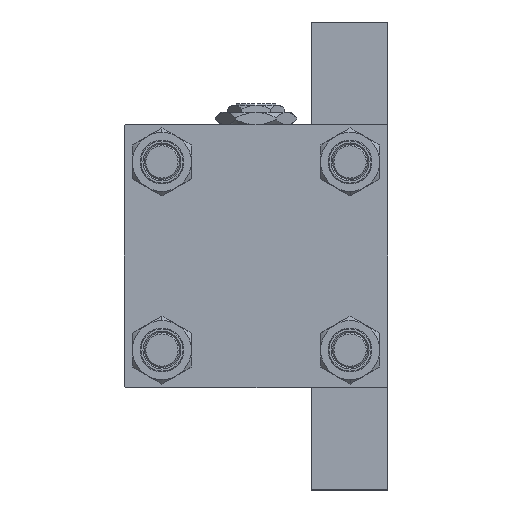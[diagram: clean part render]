
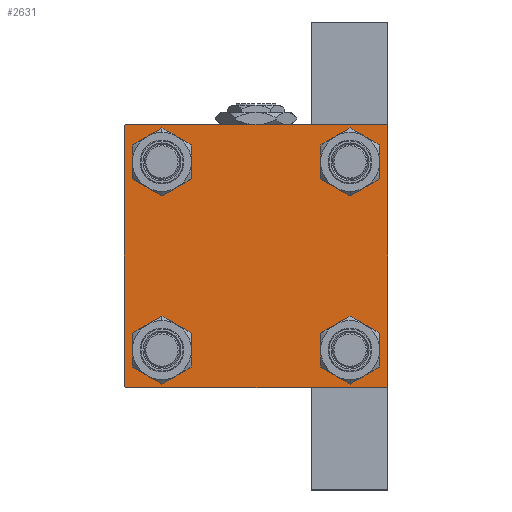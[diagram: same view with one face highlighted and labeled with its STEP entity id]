
A CAD part, left-side view. The second image highlights one B-rep face of the part: STEP entity #2631.
In plain terms, the highlighted planar face has unit normal (-1, 0, 0).
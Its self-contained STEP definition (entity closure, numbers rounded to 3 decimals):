
#45 = ORIENTED_EDGE ( 'NONE', *, *, #8720, .F. ) ;
#465 = EDGE_LOOP ( 'NONE', ( #8953, #29754 ) ) ;
#504 = FACE_BOUND ( 'NONE', #44235, .T. ) ;
#916 = CARTESIAN_POINT ( 'NONE',  ( 0., -32.15, 32.15 ) ) ;
#1198 = LINE ( 'NONE', #13009, #41841 ) ;
#1418 = CIRCLE ( 'NONE', #7825, 6.5 ) ;
#1746 = DIRECTION ( 'NONE',  ( 1., 0., 0. ) ) ;
#2030 = CARTESIAN_POINT ( 'NONE',  ( 0., 32.15, -25.65 ) ) ;
#2631 = ADVANCED_FACE ( 'NONE', ( #19596, #22624, #504, #37946, #15841 ), #10831, .T. ) ;
#2726 = LINE ( 'NONE', #48975, #12574 ) ;
#3216 = CARTESIAN_POINT ( 'NONE',  ( 0., -44.5, 45. ) ) ;
#3538 = CARTESIAN_POINT ( 'NONE',  ( 0., 0., 0. ) ) ;
#4339 = CARTESIAN_POINT ( 'NONE',  ( 0., 32.15, -38.65 ) ) ;
#4359 = ORIENTED_EDGE ( 'NONE', *, *, #6161, .T. ) ;
#4658 = CARTESIAN_POINT ( 'NONE',  ( 0., 32.15, -32.15 ) ) ;
#5025 = AXIS2_PLACEMENT_3D ( 'NONE', #32132, #1746, #20580 ) ;
#5055 = EDGE_CURVE ( 'NONE', #49246, #44209, #30170, .T. ) ;
#5829 = VECTOR ( 'NONE', #19779, 1000. ) ;
#6111 = DIRECTION ( 'NONE',  ( 0., 0., -1. ) ) ;
#6161 = EDGE_CURVE ( 'NONE', #17554, #47097, #2726, .T. ) ;
#6228 = DIRECTION ( 'NONE',  ( 1., 0., 0. ) ) ;
#6734 = AXIS2_PLACEMENT_3D ( 'NONE', #37587, #10956, #7188 ) ;
#6856 = LINE ( 'NONE', #25458, #37695 ) ;
#7180 = LINE ( 'NONE', #19226, #43280 ) ;
#7188 = DIRECTION ( 'NONE',  ( 0., 0., 1. ) ) ;
#7399 = DIRECTION ( 'NONE',  ( 0., 0., -1. ) ) ;
#7825 = AXIS2_PLACEMENT_3D ( 'NONE', #41013, #18146, #19552 ) ;
#8204 = DIRECTION ( 'NONE',  ( 0., 0., 1. ) ) ;
#8211 = CARTESIAN_POINT ( 'NONE',  ( 0., -45., -44.5 ) ) ;
#8530 = ORIENTED_EDGE ( 'NONE', *, *, #12155, .T. ) ;
#8663 = DIRECTION ( 'NONE',  ( 1., 0., 0. ) ) ;
#8708 = LINE ( 'NONE', #39368, #5829 ) ;
#8720 = EDGE_CURVE ( 'NONE', #41757, #17794, #8708, .T. ) ;
#8953 = ORIENTED_EDGE ( 'NONE', *, *, #25962, .T. ) ;
#10177 = VERTEX_POINT ( 'NONE', #47095 ) ;
#10831 = PLANE ( 'NONE',  #47711 ) ;
#10909 = ORIENTED_EDGE ( 'NONE', *, *, #20704, .T. ) ;
#10931 = CIRCLE ( 'NONE', #27763, 6.5 ) ;
#10956 = DIRECTION ( 'NONE',  ( 1., 0., 0. ) ) ;
#11235 = VECTOR ( 'NONE', #23807, 1000. ) ;
#11326 = ORIENTED_EDGE ( 'NONE', *, *, #14790, .T. ) ;
#11528 = VERTEX_POINT ( 'NONE', #2030 ) ;
#11727 = DIRECTION ( 'NONE',  ( 1., 0., 0. ) ) ;
#12155 = EDGE_CURVE ( 'NONE', #10177, #45918, #28367, .T. ) ;
#12483 = DIRECTION ( 'NONE',  ( 0., 0., 1. ) ) ;
#12574 = VECTOR ( 'NONE', #18052, 1000. ) ;
#12811 = ORIENTED_EDGE ( 'NONE', *, *, #20600, .T. ) ;
#12825 = VERTEX_POINT ( 'NONE', #32583 ) ;
#12969 = EDGE_CURVE ( 'NONE', #11528, #37797, #17731, .T. ) ;
#13009 = CARTESIAN_POINT ( 'NONE',  ( 0., -44.75, -44.75 ) ) ;
#13269 = DIRECTION ( 'NONE',  ( 0., 0.707, -0.707 ) ) ;
#14790 = EDGE_CURVE ( 'NONE', #45918, #10177, #25728, .T. ) ;
#15646 = CARTESIAN_POINT ( 'NONE',  ( 0., 45., -44.5 ) ) ;
#15757 = VERTEX_POINT ( 'NONE', #8211 ) ;
#15841 = FACE_OUTER_BOUND ( 'NONE', #48372, .T. ) ;
#16566 = AXIS2_PLACEMENT_3D ( 'NONE', #33837, #6228, #21557 ) ;
#17379 = CARTESIAN_POINT ( 'NONE',  ( 0., 32.15, 32.15 ) ) ;
#17535 = ORIENTED_EDGE ( 'NONE', *, *, #38307, .T. ) ;
#17554 = VERTEX_POINT ( 'NONE', #15646 ) ;
#17720 = VERTEX_POINT ( 'NONE', #31934 ) ;
#17731 = CIRCLE ( 'NONE', #24967, 6.5 ) ;
#17794 = VERTEX_POINT ( 'NONE', #3216 ) ;
#18052 = DIRECTION ( 'NONE',  ( 0., -0.707, -0.707 ) ) ;
#18146 = DIRECTION ( 'NONE',  ( 1., 0., 0. ) ) ;
#18247 = CARTESIAN_POINT ( 'NONE',  ( 0., 44.5, -45. ) ) ;
#18410 = ORIENTED_EDGE ( 'NONE', *, *, #18472, .T. ) ;
#18472 = EDGE_CURVE ( 'NONE', #38559, #36857, #28080, .T. ) ;
#18856 = DIRECTION ( 'NONE',  ( 0., 0., 1. ) ) ;
#19226 = CARTESIAN_POINT ( 'NONE',  ( 0., 45., -45. ) ) ;
#19270 = AXIS2_PLACEMENT_3D ( 'NONE', #17379, #44024, #24421 ) ;
#19552 = DIRECTION ( 'NONE',  ( 0., 0., 1. ) ) ;
#19596 = FACE_BOUND ( 'NONE', #41888, .T. ) ;
#19779 = DIRECTION ( 'NONE',  ( 0., -1., 0. ) ) ;
#19977 = DIRECTION ( 'NONE',  ( 0., 0., 1. ) ) ;
#20580 = DIRECTION ( 'NONE',  ( 0., 0., 1. ) ) ;
#20600 = EDGE_CURVE ( 'NONE', #41757, #12825, #32359, .T. ) ;
#20704 = EDGE_CURVE ( 'NONE', #12825, #17554, #6856, .T. ) ;
#21557 = DIRECTION ( 'NONE',  ( 0., 0., 1. ) ) ;
#22624 = FACE_BOUND ( 'NONE', #465, .T. ) ;
#22991 = DIRECTION ( 'NONE',  ( 0., -1., 0. ) ) ;
#23313 = CARTESIAN_POINT ( 'NONE',  ( 0., -44.75, 44.75 ) ) ;
#23807 = DIRECTION ( 'NONE',  ( 0., 0.707, 0.707 ) ) ;
#24291 = CARTESIAN_POINT ( 'NONE',  ( 0., -32.15, -32.15 ) ) ;
#24421 = DIRECTION ( 'NONE',  ( 0., 0., 1. ) ) ;
#24517 = VERTEX_POINT ( 'NONE', #32174 ) ;
#24954 = CARTESIAN_POINT ( 'NONE',  ( 0., -32.15, -38.65 ) ) ;
#24967 = AXIS2_PLACEMENT_3D ( 'NONE', #4658, #8663, #19977 ) ;
#25458 = CARTESIAN_POINT ( 'NONE',  ( 0., 45., 45. ) ) ;
#25728 = CIRCLE ( 'NONE', #30608, 6.5 ) ;
#25962 = EDGE_CURVE ( 'NONE', #44209, #49246, #10931, .T. ) ;
#26150 = DIRECTION ( 'NONE',  ( -1., 0., 0. ) ) ;
#26611 = VECTOR ( 'NONE', #7399, 1000. ) ;
#27763 = AXIS2_PLACEMENT_3D ( 'NONE', #24291, #39105, #12483 ) ;
#28080 = CIRCLE ( 'NONE', #19270, 6.5 ) ;
#28319 = DIRECTION ( 'NONE',  ( 0., -0.707, 0.707 ) ) ;
#28367 = CIRCLE ( 'NONE', #6734, 6.5 ) ;
#29489 = CARTESIAN_POINT ( 'NONE',  ( 0., 32.15, 25.65 ) ) ;
#29754 = ORIENTED_EDGE ( 'NONE', *, *, #5055, .T. ) ;
#30170 = CIRCLE ( 'NONE', #16566, 6.5 ) ;
#30608 = AXIS2_PLACEMENT_3D ( 'NONE', #916, #11727, #8204 ) ;
#31091 = LINE ( 'NONE', #23313, #11235 ) ;
#31934 = CARTESIAN_POINT ( 'NONE',  ( 0., -44.5, -45. ) ) ;
#32132 = CARTESIAN_POINT ( 'NONE',  ( 0., 32.15, -32.15 ) ) ;
#32174 = CARTESIAN_POINT ( 'NONE',  ( 0., -45., 44.5 ) ) ;
#32359 = LINE ( 'NONE', #47721, #44148 ) ;
#32583 = CARTESIAN_POINT ( 'NONE',  ( 0., 45., 44.5 ) ) ;
#33195 = CARTESIAN_POINT ( 'NONE',  ( 0., 44.5, 45. ) ) ;
#33561 = EDGE_CURVE ( 'NONE', #36857, #38559, #1418, .T. ) ;
#33761 = EDGE_LOOP ( 'NONE', ( #18410, #40041 ) ) ;
#33835 = ORIENTED_EDGE ( 'NONE', *, *, #44070, .T. ) ;
#33837 = CARTESIAN_POINT ( 'NONE',  ( 0., -32.15, -32.15 ) ) ;
#36403 = EDGE_CURVE ( 'NONE', #47097, #17720, #7180, .T. ) ;
#36638 = CARTESIAN_POINT ( 'NONE',  ( 0., -32.15, 25.65 ) ) ;
#36857 = VERTEX_POINT ( 'NONE', #29489 ) ;
#37587 = CARTESIAN_POINT ( 'NONE',  ( 0., -32.15, 32.15 ) ) ;
#37695 = VECTOR ( 'NONE', #6111, 1000. ) ;
#37797 = VERTEX_POINT ( 'NONE', #4339 ) ;
#37946 = FACE_BOUND ( 'NONE', #33761, .T. ) ;
#38307 = EDGE_CURVE ( 'NONE', #24517, #17794, #31091, .T. ) ;
#38559 = VERTEX_POINT ( 'NONE', #46324 ) ;
#38594 = ORIENTED_EDGE ( 'NONE', *, *, #47596, .T. ) ;
#38789 = CARTESIAN_POINT ( 'NONE',  ( 0., -45., 45. ) ) ;
#39105 = DIRECTION ( 'NONE',  ( 1., 0., 0. ) ) ;
#39368 = CARTESIAN_POINT ( 'NONE',  ( 0., 45., 45. ) ) ;
#40041 = ORIENTED_EDGE ( 'NONE', *, *, #33561, .T. ) ;
#40324 = CIRCLE ( 'NONE', #5025, 6.5 ) ;
#41013 = CARTESIAN_POINT ( 'NONE',  ( 0., 32.15, 32.15 ) ) ;
#41757 = VERTEX_POINT ( 'NONE', #33195 ) ;
#41841 = VECTOR ( 'NONE', #28319, 1000. ) ;
#41888 = EDGE_LOOP ( 'NONE', ( #8530, #11326 ) ) ;
#43280 = VECTOR ( 'NONE', #22991, 1000. ) ;
#44024 = DIRECTION ( 'NONE',  ( 1., 0., 0. ) ) ;
#44070 = EDGE_CURVE ( 'NONE', #17720, #15757, #1198, .T. ) ;
#44099 = ORIENTED_EDGE ( 'NONE', *, *, #36403, .T. ) ;
#44148 = VECTOR ( 'NONE', #13269, 1000. ) ;
#44209 = VERTEX_POINT ( 'NONE', #45657 ) ;
#44235 = EDGE_LOOP ( 'NONE', ( #45180, #38594 ) ) ;
#45022 = EDGE_CURVE ( 'NONE', #24517, #15757, #49639, .T. ) ;
#45180 = ORIENTED_EDGE ( 'NONE', *, *, #12969, .T. ) ;
#45657 = CARTESIAN_POINT ( 'NONE',  ( 0., -32.15, -25.65 ) ) ;
#45918 = VERTEX_POINT ( 'NONE', #36638 ) ;
#46324 = CARTESIAN_POINT ( 'NONE',  ( 0., 32.15, 38.65 ) ) ;
#47095 = CARTESIAN_POINT ( 'NONE',  ( 0., -32.15, 38.65 ) ) ;
#47097 = VERTEX_POINT ( 'NONE', #18247 ) ;
#47596 = EDGE_CURVE ( 'NONE', #37797, #11528, #40324, .T. ) ;
#47711 = AXIS2_PLACEMENT_3D ( 'NONE', #3538, #26150, #18856 ) ;
#47721 = CARTESIAN_POINT ( 'NONE',  ( 0., 44.75, 44.75 ) ) ;
#48372 = EDGE_LOOP ( 'NONE', ( #10909, #4359, #44099, #33835, #48722, #17535, #45, #12811 ) ) ;
#48722 = ORIENTED_EDGE ( 'NONE', *, *, #45022, .F. ) ;
#48975 = CARTESIAN_POINT ( 'NONE',  ( 0., 44.75, -44.75 ) ) ;
#49246 = VERTEX_POINT ( 'NONE', #24954 ) ;
#49639 = LINE ( 'NONE', #38789, #26611 ) ;
